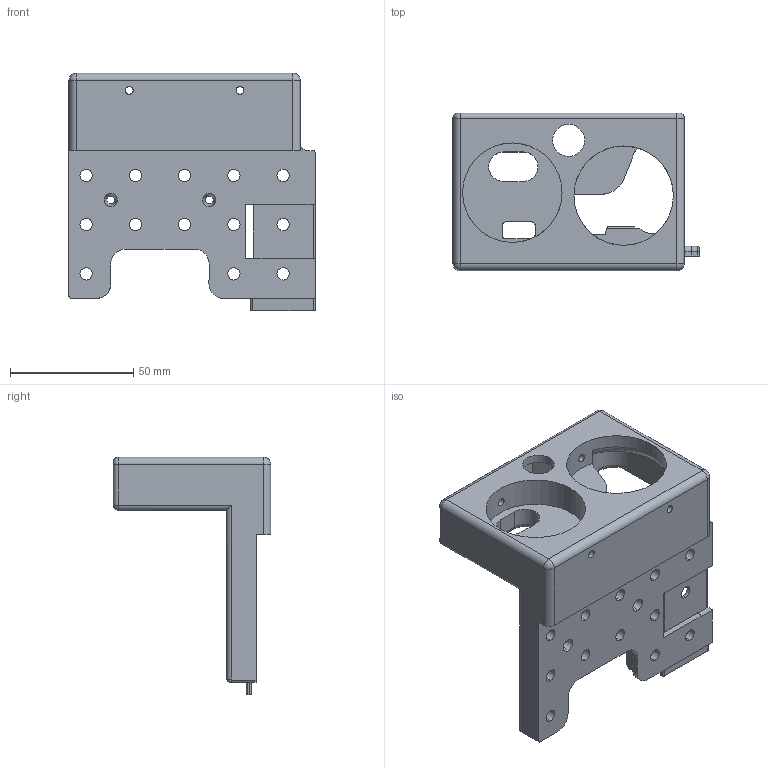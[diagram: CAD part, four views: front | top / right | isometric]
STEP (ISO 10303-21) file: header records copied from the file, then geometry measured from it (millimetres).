
FILE_DESCRIPTION (( 'STEP AP214' ), '1' );
FILE_NAME ('Sensorbox_small_arduino.STEP', '2024-11-24T10:41:29', ( '' ), ( '' ), 'SwSTEP 2.0', 'SolidWorks 2021', '' );
FILE_SCHEMA (( 'AUTOMOTIVE_DESIGN' ));
Length unit declared in the file: millimetre
Products named in the file (1): Sensorbox_small_arduino
Bounding box: 100 x 64 x 96.5 mm (x, y, z)
Volume: 115381.3 mm3; surface area: 39478.6 mm2
Topology: 1 solids, 1 shells, 250 faces, 723 edges, 460 vertices
Faces by surface type: plane 122, cylinder 99, torus 16, cone 6, sphere 4, bspline 3
Entity records: 8767 total; most frequent: CARTESIAN_POINT 1983, ORIENTED_EDGE 1436, DIRECTION 1396, EDGE_CURVE 718, AXIS2_PLACEMENT_3D 467, LINE 462, VECTOR 462, VERTEX_POINT 460
